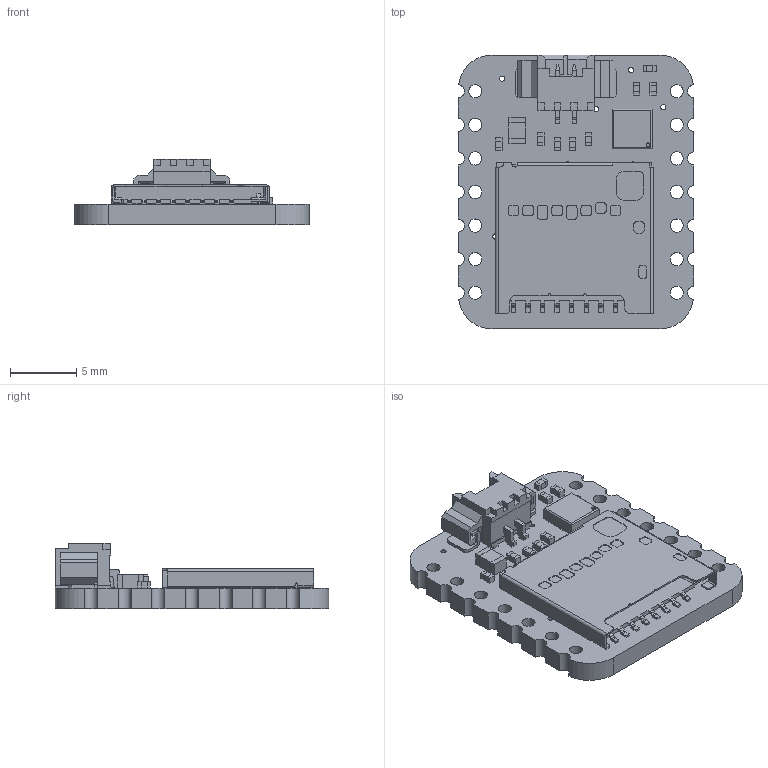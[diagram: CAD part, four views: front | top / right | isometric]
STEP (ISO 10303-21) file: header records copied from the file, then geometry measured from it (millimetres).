
FILE_DESCRIPTION(/* description */ (''),/* implementation_level */ '2;1');
FILE_NAME(/* name */ 'PCB Component.step',/* time_stamp */ '2024-02-23T12:32:59-05:00',/* author */ (''),/* organization */ (''),/* preprocessor_version */ 'ST-DEVELOPER v20',/* originating_system */ 'Autodesk Translation Framework v12.20.1.177',/* authorisation */ '');
FILE_SCHEMA (('AUTOMOTIVE_DESIGN { 1 0 10303 214 3 1 1 }'));
Length unit declared in the file: millimetre
Products named in the file (8): PCB Component; Board; MicroSD; 1uF; MAX98357A; 10uF; Ferrite; CON_MOLEX_2P
Assembly tree (13 placements, depth 2):
  PCB Component
    Board
    MicroSD
    1uF  x6
    MAX98357A
    10uF
    Ferrite  x2
    CON_MOLEX_2P
Bounding box: 17.78 x 20.7 x 4.97 mm (x, y, z)
Volume: 748.9 mm3; surface area: 1553.9 mm2
Topology: 61 solids, 61 shells, 1066 faces, 2755 edges, 1822 vertices
Faces by surface type: plane 833, cylinder 233
Full cylindrical faces by diameter (mm): 0.3 x1, 0.394 x15, 1 x14
Entity records: 30009 total; most frequent: CARTESIAN_POINT 5196, ORIENTED_EDGE 5078, DIRECTION 4977, EDGE_CURVE 2539, LINE 2059, VECTOR 2059, VERTEX_POINT 1678, AXIS2_PLACEMENT_3D 1459
